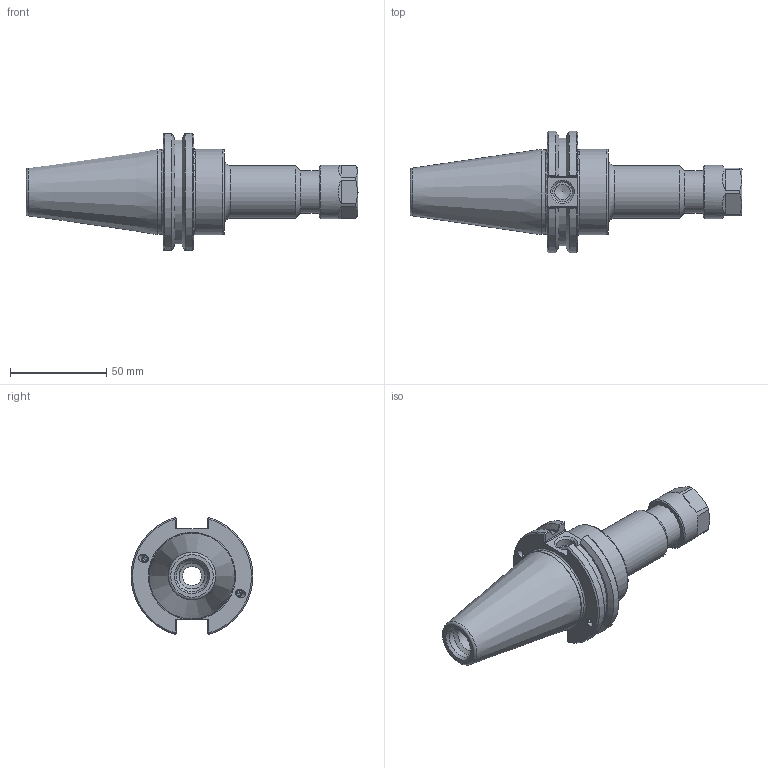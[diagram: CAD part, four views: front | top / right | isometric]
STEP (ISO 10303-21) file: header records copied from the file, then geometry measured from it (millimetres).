
FILE_DESCRIPTION(/* description */ ('ER COLLET CHUCK'),/* implementation_level */ '2;1');
FILE_NAME(/* name */ 'C40BC-16ERP412.stp',/* time_stamp */ '2017-02-10T15:02:29-05:00',/* author */ ('davhar'),/* organization */ (''),/* preprocessor_version */ 'ST-DEVELOPER v16.1',/* originating_system */ 'Autodesk Inventor 2016',/* authorisation */ '');
FILE_SCHEMA (('AUTOMOTIVE_DESIGN { 1 0 10303 214 3 1 1 }'));
Length unit declared in the file: inch
Products named in the file (4): C40BCB-16ER4-1; 16ERHPN; 029-965; C40BC-16ERP412
Assembly tree (6 placements, depth 2):
  C40BC-16ERP412
    C40BCB-16ER4-1
    16ERHPN
    029-965  x4
Bounding box: 172.9 x 63.26 x 61.11 mm (x, y, z)
Volume: 153888.7 mm3; surface area: 35104 mm2
Topology: 7 solids, 7 shells, 216 faces, 504 edges, 323 vertices
Faces by surface type: plane 97, cylinder 58, cone 39, torus 10, bspline 8, sphere 4
Full cylindrical faces by diameter (mm): 3.3 x4, 4 x8, 4.1 x4, 4.2 x4, 8 x1, 9.728 x1, 10.135 x1, 11.176 x1, 12.04 x1, 13.386 x1, 16.002 x1, 16.459 x1, 17.01 x1, 17.112 x1, 17.272 x1, 20.066 x1, 20.168 x1, 20.676 x1, 22 x1, 22.428 x1, 27.432 x1, 27.737 x1, 43.942 x1, 44.45 x1
Entity records: 5746 total; most frequent: CARTESIAN_POINT 1988, DIRECTION 734, ORIENTED_EDGE 652, EDGE_CURVE 326, AXIS2_PLACEMENT_3D 308, EDGE_LOOP 258, VERTEX_POINT 242, FACE_OUTER_BOUND 168
